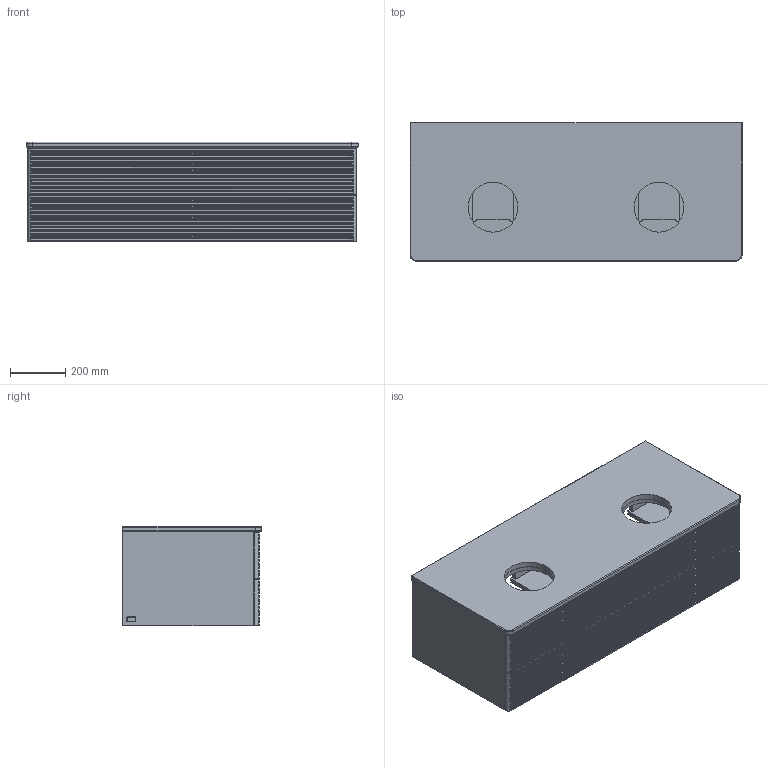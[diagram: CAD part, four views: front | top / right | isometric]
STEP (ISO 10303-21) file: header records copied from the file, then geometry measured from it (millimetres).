
FILE_DESCRIPTION((' '),'2;1');
FILE_NAME('K241_L241.stp','2023-04-05T07:15:42',(' '),(' '),' ','ACIS',' ');
FILE_SCHEMA(('CONFIG_CONTROL_DESIGN'));
Length unit declared in the file: millimetre
Products named in the file (17): K241_L241.stp; Körper1; Körper2; Körper3; Körper4; Körper5; Körper6; Körper7; Körper8; Körper9; Körper10; Körper11; Körper12; Körper13; Körper14; Körper15; Körper16
Assembly tree (16 placements, depth 2):
  K241_L241.stp
    Körper1
    Körper2
    Körper3
    Körper4
    Körper5
    Körper6
    Körper7
    Körper8
    Körper9
    Körper10
    Körper11
    Körper12
    Körper13
    Körper14
    Körper15
    Körper16
Bounding box: 1200 x 500 x 360 mm (x, y, z)
Volume: 52951176 mm3; surface area: 6962765.3 mm2
Topology: 16 solids, 16 shells, 348 faces, 892 edges, 572 vertices
Faces by surface type: plane 255, cylinder 73, cone 12, torus 4, sphere 4
Full cylindrical faces by diameter (mm): 35 x2, 180 x4
Entity records: 16272 total; most frequent: CARTESIAN_POINT 5387, DIRECTION 1806, ORIENTED_EDGE 1764, EDGE_CURVE 882, AXIS2_PLACEMENT_3D 607, VECTOR 592, LINE 592, VERTEX_POINT 572
